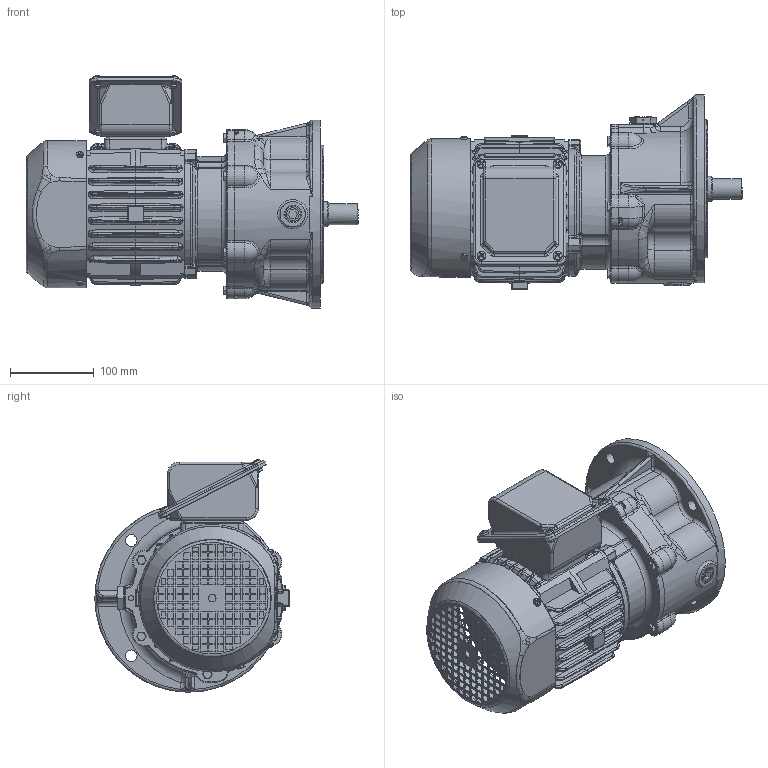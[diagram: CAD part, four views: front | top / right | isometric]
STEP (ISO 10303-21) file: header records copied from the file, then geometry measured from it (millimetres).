
FILE_DESCRIPTION (( 'STEP AP214' ), '1' );
FILE_NAME ('EK2DO07120H001_RPV_0.75KW_R5_CUSTOMER.stp', '2022-06-24T00:45:28', ( 'Windows 餌辨濠' ), ( '' ), 'SwSTEP 2.0', 'SolidWorks 2021', '' );
FILE_SCHEMA (( 'AUTOMOTIVE_DESIGN' ));
Length unit declared in the file: millimetre
Products named in the file (1): EK2DO07120H001_RPV_0.75KW_R5_CUSTOMER
Bounding box: 397 x 232.5 x 277.98 mm (x, y, z)
Volume: 7171541 mm3; surface area: 645314.8 mm2
Topology: 25 solids, 25 shells, 3188 faces, 8184 edges, 5056 vertices
Faces by surface type: cylinder 1177, plane 1126, bspline 618, torus 129, cone 88, sphere 50
Full cylindrical faces by diameter (mm): 1.5 x1, 4.917 x20, 5 x3, 6 x22, 6.647 x12, 7 x8, 8 x4, 9 x1, 9.5 x3, 10.5 x4, 14 x4, 14.95 x4, 18 x1, 20 x2, 25 x1, 26 x1, 30 x2, 34.2 x1, 36 x1, 38.5 x1, 40 x1, 42 x2, 45 x1, 147 x2, 165 x1, 225 x1
Entity records: 121658 total; most frequent: CARTESIAN_POINT 49382, ORIENTED_EDGE 15764, DIRECTION 13893, EDGE_CURVE 7882, AXIS2_PLACEMENT_3D 5151, VERTEX_POINT 4981, EDGE_LOOP 3733, VECTOR 3591
